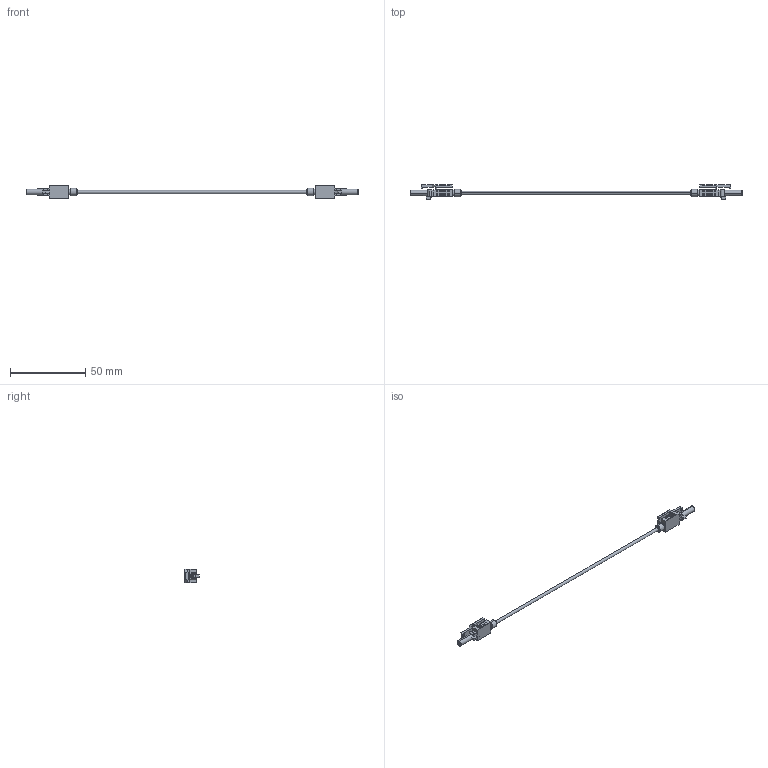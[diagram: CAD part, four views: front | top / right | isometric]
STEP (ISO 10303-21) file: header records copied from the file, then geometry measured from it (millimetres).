
FILE_DESCRIPTION (( 'STEP AP203' ), '1' );
FILE_NAME ('FOS-HFBRL.STEP', '2010-09-03T18:21:55', ( 'x' ), ( 'Microsoft' ), 'SwSTEP 2.0', 'SolidWorks 2010', '' );
FILE_SCHEMA (( 'CONFIG_CONTROL_DESIGN' ));
Length unit declared in the file: inch
Products named in the file (3): 1af07-004; FOS-HFBRL; MY CABLE SINGLE
Assembly tree (3 placements, depth 2):
  FOS-HFBRL
    1af07-004  x2
    MY CABLE SINGLE
Bounding box: 220.47 x 9.53 x 8.89 mm (x, y, z)
Volume: 2438.8 mm3; surface area: 4032.1 mm2
Topology: 3 solids, 3 shells, 336 faces, 886 edges, 588 vertices
Faces by surface type: plane 288, cylinder 44, cone 4
Entity records: 5515 total; most frequent: CARTESIAN_POINT 918, ORIENTED_EDGE 892, DIRECTION 848, EDGE_CURVE 446, VECTOR 396, LINE 396, VERTEX_POINT 296, AXIS2_PLACEMENT_3D 226
